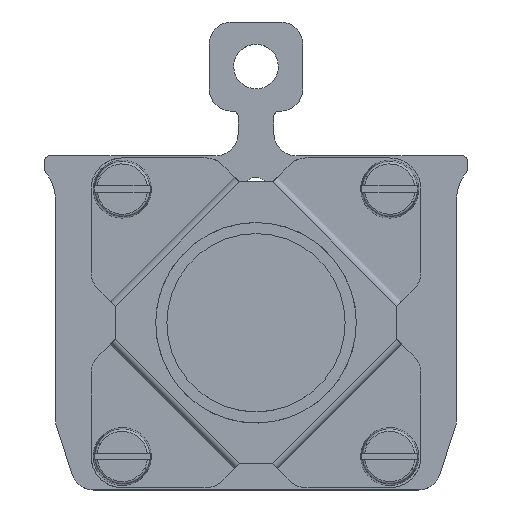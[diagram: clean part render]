
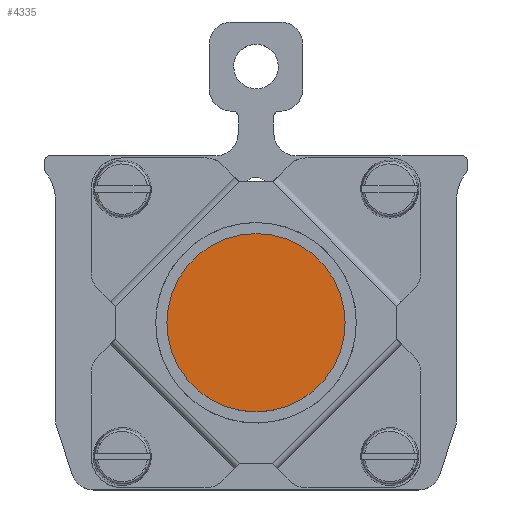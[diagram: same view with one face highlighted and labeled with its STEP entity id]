
A CAD part, top view. The second image highlights one B-rep face of the part: STEP entity #4335.
In plain terms, the highlighted planar face has unit normal (0, 0, 1).
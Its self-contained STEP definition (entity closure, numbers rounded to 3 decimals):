
#4299=AXIS2_PLACEMENT_3D('Circle Axis2P3D',#4297,#4298,$) ;
#4316=AXIS2_PLACEMENT_3D('Circle Axis2P3D',#4314,#4315,$) ;
#4329=AXIS2_PLACEMENT_3D('Plane Axis2P3D',#4326,#4327,#4328) ;
#4280=CARTESIAN_POINT('Vertex',(4.,7.5,2.5)) ;
#4294=CARTESIAN_POINT('Vertex',(-4.,7.5,2.5)) ;
#4297=CARTESIAN_POINT('Axis2P3D Location',(0.,7.5,2.5)) ;
#4314=CARTESIAN_POINT('Axis2P3D Location',(0.,7.5,2.5)) ;
#4326=CARTESIAN_POINT('Axis2P3D Location',(0.,7.5,2.5)) ;
#4298=DIRECTION('Axis2P3D Direction',(0.,0.,1.)) ;
#4315=DIRECTION('Axis2P3D Direction',(0.,0.,1.)) ;
#4327=DIRECTION('Axis2P3D Direction',(0.,0.,1.)) ;
#4328=DIRECTION('Axis2P3D XDirection',(1.,0.,0.)) ;
#4332=ORIENTED_EDGE('',*,*,#4301,.T.) ;
#4333=ORIENTED_EDGE('',*,*,#4318,.T.) ;
#4335=ADVANCED_FACE('41114.1\\Hauptk\X2\00F6\X0\rper',(#4334),#4330,.T.) ;
#4300=CIRCLE('generated circle',#4299,4.) ;
#4317=CIRCLE('generated circle',#4316,4.) ;
#4301=EDGE_CURVE('',#4281,#4295,#4300,.T.) ;
#4318=EDGE_CURVE('',#4295,#4281,#4317,.T.) ;
#4331=EDGE_LOOP('',(#4332,#4333)) ;
#4334=FACE_OUTER_BOUND('',#4331,.T.) ;
#4330=PLANE('',#4329) ;
#4281=VERTEX_POINT('',#4280) ;
#4295=VERTEX_POINT('',#4294) ;
